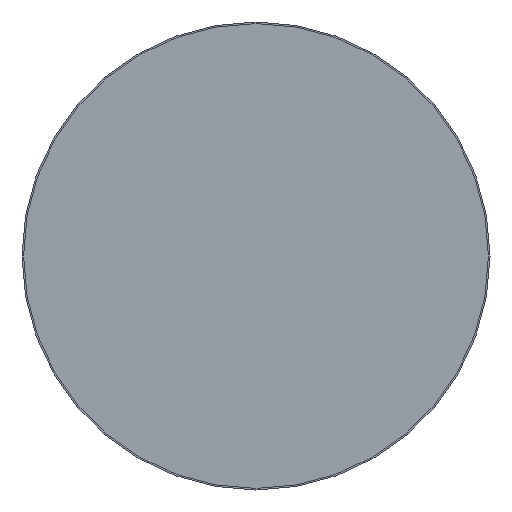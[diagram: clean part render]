
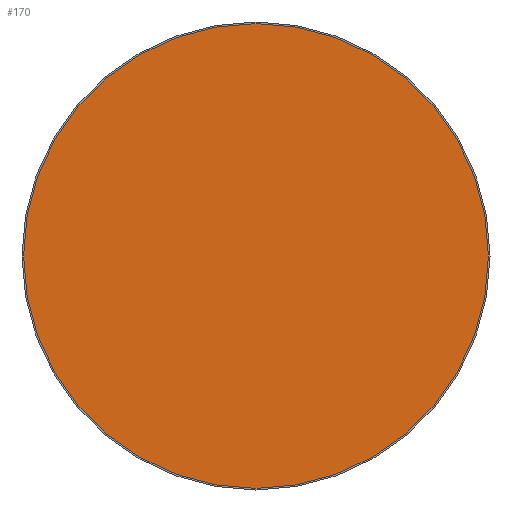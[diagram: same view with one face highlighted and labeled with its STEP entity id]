
A CAD part, front view. The second image highlights one B-rep face of the part: STEP entity #170.
In plain terms, the highlighted planar face has unit normal (0, -1, 0).
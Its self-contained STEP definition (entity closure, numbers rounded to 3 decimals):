
#130 = EDGE_CURVE ( 'NONE', #885, #623, #1058, .T. ) ;
#142 = DIRECTION ( 'NONE',  ( 0., -1., 0. ) ) ;
#161 = ORIENTED_EDGE ( 'NONE', *, *, #403, .T. ) ;
#166 = CARTESIAN_POINT ( 'NONE',  ( -29.8, 0., 0. ) ) ;
#170 = ADVANCED_FACE ( 'NONE', ( #1102 ), #601, .F. ) ;
#231 = CARTESIAN_POINT ( 'NONE',  ( 0., 0., 0. ) ) ;
#312 = AXIS2_PLACEMENT_3D ( 'NONE', #231, #1274, #487 ) ;
#403 = EDGE_CURVE ( 'NONE', #623, #885, #1093, .T. ) ;
#487 = DIRECTION ( 'NONE',  ( 1., 0., 0. ) ) ;
#489 = CARTESIAN_POINT ( 'NONE',  ( 29.8, 0., 0. ) ) ;
#553 = DIRECTION ( 'NONE',  ( 1., 0., 0. ) ) ;
#562 = AXIS2_PLACEMENT_3D ( 'NONE', #1466, #142, #553 ) ;
#601 = PLANE ( 'NONE',  #620 ) ;
#620 = AXIS2_PLACEMENT_3D ( 'NONE', #984, #1128, #1668 ) ;
#623 = VERTEX_POINT ( 'NONE', #489 ) ;
#885 = VERTEX_POINT ( 'NONE', #166 ) ;
#886 = ORIENTED_EDGE ( 'NONE', *, *, #130, .T. ) ;
#984 = CARTESIAN_POINT ( 'NONE',  ( 0., 0., 0. ) ) ;
#1058 = CIRCLE ( 'NONE', #312, 29.8 ) ;
#1093 = CIRCLE ( 'NONE', #562, 29.8 ) ;
#1102 = FACE_OUTER_BOUND ( 'NONE', #1115, .T. ) ;
#1115 = EDGE_LOOP ( 'NONE', ( #161, #886 ) ) ;
#1128 = DIRECTION ( 'NONE',  ( 0., 1., 0. ) ) ;
#1274 = DIRECTION ( 'NONE',  ( 0., -1., 0. ) ) ;
#1466 = CARTESIAN_POINT ( 'NONE',  ( 0., 0., 0. ) ) ;
#1668 = DIRECTION ( 'NONE',  ( -1., 0., 0. ) ) ;
